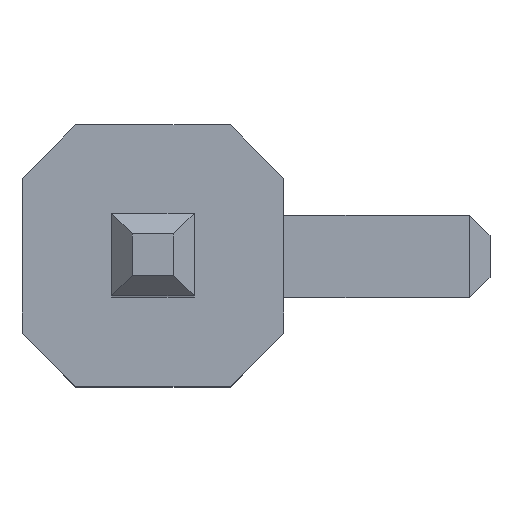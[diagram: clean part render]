
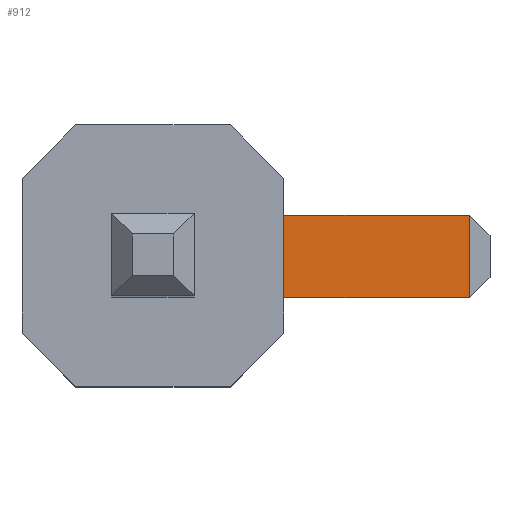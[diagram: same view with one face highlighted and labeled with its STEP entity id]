
A CAD part, top view. The second image highlights one B-rep face of the part: STEP entity #912.
In plain terms, the highlighted planar face has unit normal (0, 0, 1).
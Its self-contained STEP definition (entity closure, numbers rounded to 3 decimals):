
#77 = CYLINDRICAL_SURFACE('',#78,0.5);
#78 = AXIS2_PLACEMENT_3D('',#79,#80,#81);
#79 = CARTESIAN_POINT('',(0.9,0.4,-1.04));
#80 = DIRECTION('',(0.,-1.,0.));
#81 = DIRECTION('',(-1.,0.,0.));
#105 = PLANE('',#106);
#106 = AXIS2_PLACEMENT_3D('',#107,#108,#109);
#107 = CARTESIAN_POINT('',(0.,0.4,-2.34));
#108 = DIRECTION('',(0.,1.,0.));
#109 = DIRECTION('',(0.,0.,1.));
#371 = VERTEX_POINT('',#372);
#372 = CARTESIAN_POINT('',(0.9,0.4,-1.54));
#398 = EDGE_CURVE('',#371,#399,#401,.T.);
#399 = VERTEX_POINT('',#400);
#400 = CARTESIAN_POINT('',(0.9,-0.4,-1.54));
#401 = SURFACE_CURVE('',#402,(#406,#413),.PCURVE_S1.);
#402 = LINE('',#403,#404);
#403 = CARTESIAN_POINT('',(0.9,0.4,-1.54));
#404 = VECTOR('',#405,1.);
#405 = DIRECTION('',(0.,-1.,0.));
#406 = PCURVE('',#77,#407);
#407 = DEFINITIONAL_REPRESENTATION('',(#408),#412);
#408 = LINE('',#409,#410);
#409 = CARTESIAN_POINT('',(1.571,0.));
#410 = VECTOR('',#411,1.);
#411 = DIRECTION('',(0.,1.));
#412 = ( GEOMETRIC_REPRESENTATION_CONTEXT(2) 
PARAMETRIC_REPRESENTATION_CONTEXT() REPRESENTATION_CONTEXT('2D SPACE',''
  ) );
#413 = PCURVE('',#414,#419);
#414 = PLANE('',#415);
#415 = AXIS2_PLACEMENT_3D('',#416,#417,#418);
#416 = CARTESIAN_POINT('',(0.,0.4,-1.54));
#417 = DIRECTION('',(0.,0.,1.));
#418 = DIRECTION('',(0.,-1.,0.));
#419 = DEFINITIONAL_REPRESENTATION('',(#420),#424);
#420 = LINE('',#421,#422);
#421 = CARTESIAN_POINT('',(0.,0.9));
#422 = VECTOR('',#423,1.);
#423 = DIRECTION('',(1.,0.));
#424 = ( GEOMETRIC_REPRESENTATION_CONTEXT(2) 
PARAMETRIC_REPRESENTATION_CONTEXT() REPRESENTATION_CONTEXT('2D SPACE',''
  ) );
#443 = PLANE('',#444);
#444 = AXIS2_PLACEMENT_3D('',#445,#446,#447);
#445 = CARTESIAN_POINT('',(0.,-0.4,-1.54));
#446 = DIRECTION('',(0.,-1.,0.));
#447 = DIRECTION('',(0.,0.,-1.));
#552 = EDGE_CURVE('',#371,#553,#555,.T.);
#553 = VERTEX_POINT('',#554);
#554 = CARTESIAN_POINT('',(3.07,0.4,-1.54));
#555 = SURFACE_CURVE('',#556,(#560,#567),.PCURVE_S1.);
#556 = LINE('',#557,#558);
#557 = CARTESIAN_POINT('',(0.,0.4,-1.54));
#558 = VECTOR('',#559,1.);
#559 = DIRECTION('',(1.,0.,0.));
#560 = PCURVE('',#105,#561);
#561 = DEFINITIONAL_REPRESENTATION('',(#562),#566);
#562 = LINE('',#563,#564);
#563 = CARTESIAN_POINT('',(0.8,0.));
#564 = VECTOR('',#565,1.);
#565 = DIRECTION('',(0.,1.));
#566 = ( GEOMETRIC_REPRESENTATION_CONTEXT(2) 
PARAMETRIC_REPRESENTATION_CONTEXT() REPRESENTATION_CONTEXT('2D SPACE',''
  ) );
#567 = PCURVE('',#414,#568);
#568 = DEFINITIONAL_REPRESENTATION('',(#569),#573);
#569 = LINE('',#570,#571);
#570 = CARTESIAN_POINT('',(-0.,0.));
#571 = VECTOR('',#572,1.);
#572 = DIRECTION('',(0.,1.));
#573 = ( GEOMETRIC_REPRESENTATION_CONTEXT(2) 
PARAMETRIC_REPRESENTATION_CONTEXT() REPRESENTATION_CONTEXT('2D SPACE',''
  ) );
#912 = ADVANCED_FACE('',(#913),#414,.T.);
#913 = FACE_BOUND('',#914,.T.);
#914 = EDGE_LOOP('',(#915,#916,#917,#940));
#915 = ORIENTED_EDGE('',*,*,#552,.F.);
#916 = ORIENTED_EDGE('',*,*,#398,.T.);
#917 = ORIENTED_EDGE('',*,*,#918,.T.);
#918 = EDGE_CURVE('',#399,#919,#921,.T.);
#919 = VERTEX_POINT('',#920);
#920 = CARTESIAN_POINT('',(3.07,-0.4,-1.54));
#921 = SURFACE_CURVE('',#922,(#926,#933),.PCURVE_S1.);
#922 = LINE('',#923,#924);
#923 = CARTESIAN_POINT('',(0.,-0.4,-1.54));
#924 = VECTOR('',#925,1.);
#925 = DIRECTION('',(1.,0.,0.));
#926 = PCURVE('',#414,#927);
#927 = DEFINITIONAL_REPRESENTATION('',(#928),#932);
#928 = LINE('',#929,#930);
#929 = CARTESIAN_POINT('',(0.8,0.));
#930 = VECTOR('',#931,1.);
#931 = DIRECTION('',(0.,1.));
#932 = ( GEOMETRIC_REPRESENTATION_CONTEXT(2) 
PARAMETRIC_REPRESENTATION_CONTEXT() REPRESENTATION_CONTEXT('2D SPACE',''
  ) );
#933 = PCURVE('',#443,#934);
#934 = DEFINITIONAL_REPRESENTATION('',(#935),#939);
#935 = LINE('',#936,#937);
#936 = CARTESIAN_POINT('',(0.,0.));
#937 = VECTOR('',#938,1.);
#938 = DIRECTION('',(0.,1.));
#939 = ( GEOMETRIC_REPRESENTATION_CONTEXT(2) 
PARAMETRIC_REPRESENTATION_CONTEXT() REPRESENTATION_CONTEXT('2D SPACE',''
  ) );
#940 = ORIENTED_EDGE('',*,*,#941,.F.);
#941 = EDGE_CURVE('',#553,#919,#942,.T.);
#942 = SURFACE_CURVE('',#943,(#947,#954),.PCURVE_S1.);
#943 = LINE('',#944,#945);
#944 = CARTESIAN_POINT('',(3.07,0.4,-1.54));
#945 = VECTOR('',#946,1.);
#946 = DIRECTION('',(0.,-1.,0.));
#947 = PCURVE('',#414,#948);
#948 = DEFINITIONAL_REPRESENTATION('',(#949),#953);
#949 = LINE('',#950,#951);
#950 = CARTESIAN_POINT('',(0.,3.07));
#951 = VECTOR('',#952,1.);
#952 = DIRECTION('',(1.,0.));
#953 = ( GEOMETRIC_REPRESENTATION_CONTEXT(2) 
PARAMETRIC_REPRESENTATION_CONTEXT() REPRESENTATION_CONTEXT('2D SPACE',''
  ) );
#954 = PCURVE('',#955,#960);
#955 = PLANE('',#956);
#956 = AXIS2_PLACEMENT_3D('',#957,#958,#959);
#957 = CARTESIAN_POINT('',(3.17,0.4,-1.64));
#958 = DIRECTION('',(-0.707,0.,-0.707)
  );
#959 = DIRECTION('',(0.,1.,0.));
#960 = DEFINITIONAL_REPRESENTATION('',(#961),#965);
#961 = LINE('',#962,#963);
#962 = CARTESIAN_POINT('',(0.,-0.141));
#963 = VECTOR('',#964,1.);
#964 = DIRECTION('',(-1.,0.));
#965 = ( GEOMETRIC_REPRESENTATION_CONTEXT(2) 
PARAMETRIC_REPRESENTATION_CONTEXT() REPRESENTATION_CONTEXT('2D SPACE',''
  ) );
